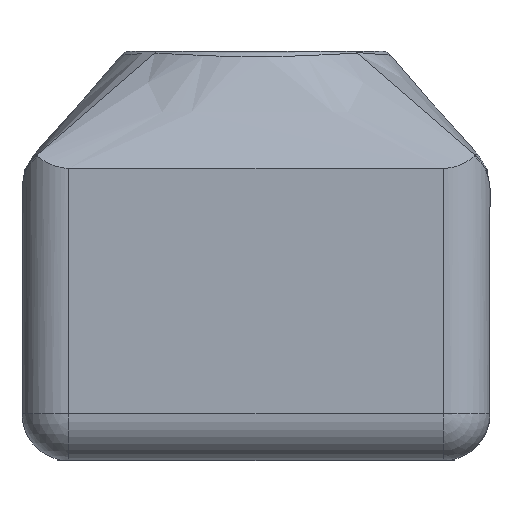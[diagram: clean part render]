
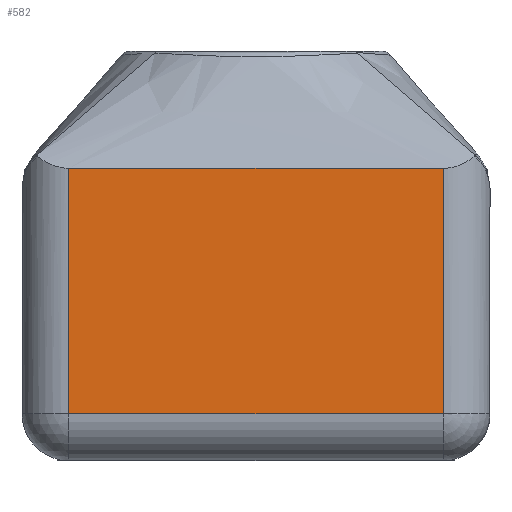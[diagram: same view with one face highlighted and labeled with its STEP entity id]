
A CAD part, left-side view. The second image highlights one B-rep face of the part: STEP entity #582.
In plain terms, the highlighted planar face has unit normal (-1, 0, 0).
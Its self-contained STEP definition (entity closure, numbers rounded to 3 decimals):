
#374 = CARTESIAN_POINT ( 'NONE',  ( -199.95, 44.953, 8. ) ) ;
#450 = FACE_OUTER_BOUND ( 'NONE', #4026, .T. ) ;
#582 = ADVANCED_FACE ( 'NONE', ( #450 ), #2774, .F. ) ;
#600 = VERTEX_POINT ( 'NONE', #2386 ) ;
#603 = VERTEX_POINT ( 'NONE', #1293 ) ;
#821 = VECTOR ( 'NONE', #2908, 1000. ) ;
#893 = CARTESIAN_POINT ( 'NONE',  ( -199.95, 44.953, 50. ) ) ;
#954 = CARTESIAN_POINT ( 'NONE',  ( -199.95, -19.047, 50. ) ) ;
#1063 = CARTESIAN_POINT ( 'NONE',  ( -199.95, -27.047, 50. ) ) ;
#1293 = CARTESIAN_POINT ( 'NONE',  ( -199.95, -19.047, 8. ) ) ;
#1372 = VECTOR ( 'NONE', #4814, 1000. ) ;
#1727 = EDGE_CURVE ( 'NONE', #600, #2663, #4458, .T. ) ;
#1819 = CARTESIAN_POINT ( 'NONE',  ( -199.95, -27.047, 8. ) ) ;
#1924 = VECTOR ( 'NONE', #2101, 1000. ) ;
#1961 = CARTESIAN_POINT ( 'NONE',  ( -199.95, -27.047, 50. ) ) ;
#2027 = EDGE_CURVE ( 'NONE', #600, #3408, #3188, .T. ) ;
#2101 = DIRECTION ( 'NONE',  ( 0., 0., -1. ) ) ;
#2136 = ORIENTED_EDGE ( 'NONE', *, *, #4404, .T. ) ;
#2309 = EDGE_CURVE ( 'NONE', #3408, #603, #4795, .T. ) ;
#2386 = CARTESIAN_POINT ( 'NONE',  ( -199.95, 44.953, 50. ) ) ;
#2394 = AXIS2_PLACEMENT_3D ( 'NONE', #1961, #3473, #3146 ) ;
#2572 = DIRECTION ( 'NONE',  ( 0., -1., 0. ) ) ;
#2663 = VERTEX_POINT ( 'NONE', #4816 ) ;
#2774 = PLANE ( 'NONE',  #2394 ) ;
#2802 = ORIENTED_EDGE ( 'NONE', *, *, #1727, .F. ) ;
#2908 = DIRECTION ( 'NONE',  ( 0., -1., 0. ) ) ;
#3146 = DIRECTION ( 'NONE',  ( 0., 0., -1. ) ) ;
#3188 = LINE ( 'NONE', #893, #1924 ) ;
#3408 = VERTEX_POINT ( 'NONE', #374 ) ;
#3473 = DIRECTION ( 'NONE',  ( 1., 0., 0. ) ) ;
#3670 = VECTOR ( 'NONE', #2572, 1000. ) ;
#4026 = EDGE_LOOP ( 'NONE', ( #2802, #4399, #4161, #2136 ) ) ;
#4161 = ORIENTED_EDGE ( 'NONE', *, *, #2309, .T. ) ;
#4378 = LINE ( 'NONE', #954, #1372 ) ;
#4399 = ORIENTED_EDGE ( 'NONE', *, *, #2027, .T. ) ;
#4404 = EDGE_CURVE ( 'NONE', #603, #2663, #4378, .T. ) ;
#4458 = LINE ( 'NONE', #1063, #3670 ) ;
#4795 = LINE ( 'NONE', #1819, #821 ) ;
#4814 = DIRECTION ( 'NONE',  ( 0., 0., 1. ) ) ;
#4816 = CARTESIAN_POINT ( 'NONE',  ( -199.95, -19.047, 50. ) ) ;
